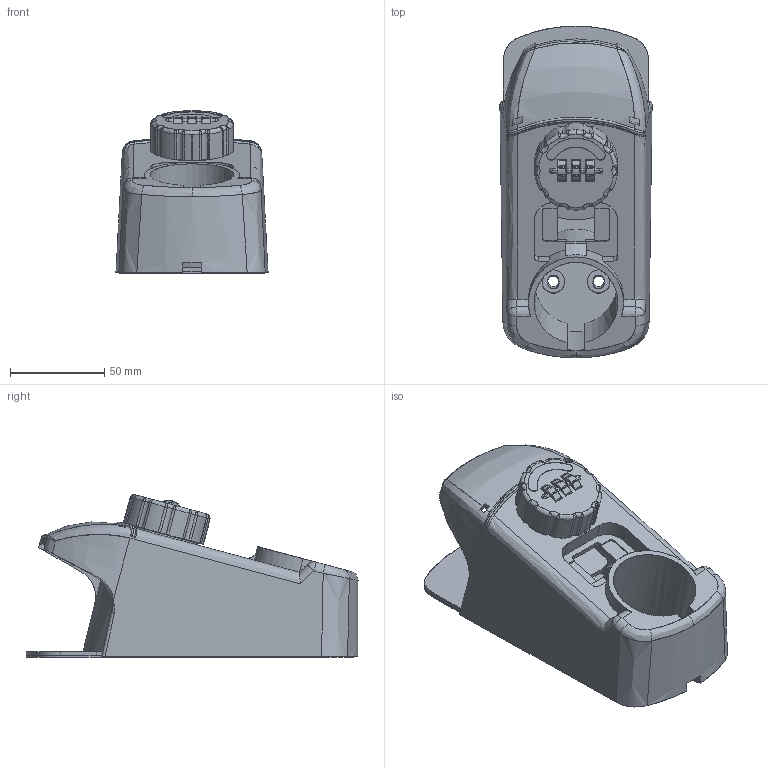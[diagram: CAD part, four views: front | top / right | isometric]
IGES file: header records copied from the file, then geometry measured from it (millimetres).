
Start section: SolidWorks IGES file using analytic representation for surfaces
Global section: file name: CP-458-D.IGS; native system: SolidWorks 2018; preprocessor: SolidWorks 2018; author: 1300nh; date: 210720.112711; units: millimetre
Bounding box: 80.66 x 176 x 86.29 mm (x, y, z)
Surface area: 170247.5 mm2 (no closed solid volume)
Topology: 0 solids, 0 shells, 973 faces, 12342 edges, 12335 vertices
Faces by surface type: bspline 503, revolution 470
